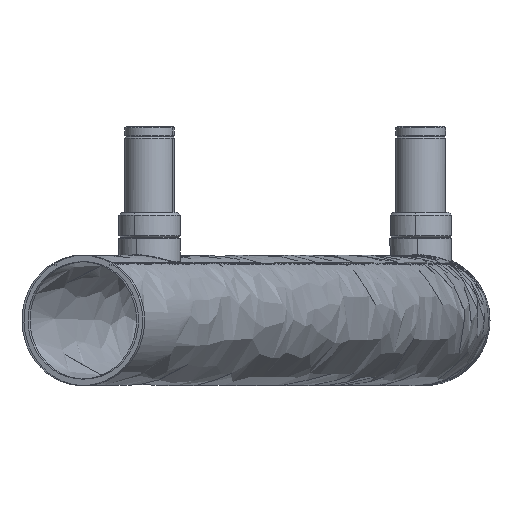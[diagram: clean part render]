
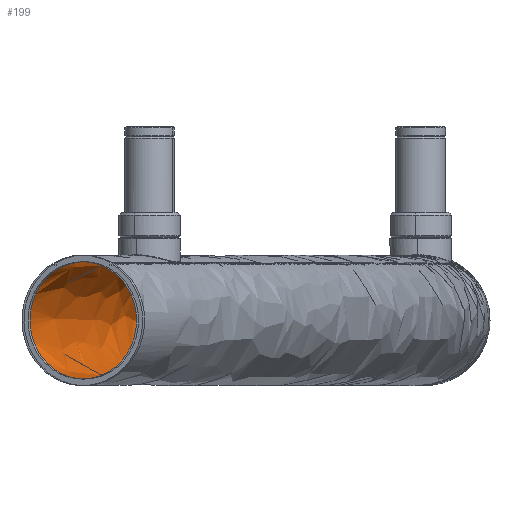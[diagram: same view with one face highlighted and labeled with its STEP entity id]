
A CAD part, left-side view. The second image highlights one B-rep face of the part: STEP entity #199.
In plain terms, the highlighted free-form (B-spline) face has degree [2, 2] with [3, 5] control points.
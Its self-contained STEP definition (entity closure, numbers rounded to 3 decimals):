
#199=ADVANCED_FACE('',(#297),#1364,.T.);
#297=FACE_OUTER_BOUND('',#402,.T.);
#402=EDGE_LOOP('',(#781,#782,#783,#784));
#781=ORIENTED_EDGE('',*,*,#1028,.T.);
#782=ORIENTED_EDGE('',*,*,#1029,.T.);
#783=ORIENTED_EDGE('',*,*,#1021,.F.);
#784=ORIENTED_EDGE('',*,*,#1018,.T.);
#1018=EDGE_CURVE('',#1319,#1323,#1191,.T.);
#1021=EDGE_CURVE('',#1319,#1321,#1194,.T.);
#1028=EDGE_CURVE('',#1323,#1325,#1200,.T.);
#1029=EDGE_CURVE('',#1325,#1321,#1201,.T.);
#1191=(
BOUNDED_CURVE()
B_SPLINE_CURVE(2,(#4478,#4479,#4480,#4481,#4482),.UNSPECIFIED.,.F.,.F.)
B_SPLINE_CURVE_WITH_KNOTS((3,2,3),(-270.,-225.,
-180.),.UNSPECIFIED.)
CURVE()
GEOMETRIC_REPRESENTATION_ITEM()
RATIONAL_B_SPLINE_CURVE((1.,0.707,1.,0.707,1.))
REPRESENTATION_ITEM('')
);
#1194=(
BOUNDED_CURVE()
B_SPLINE_CURVE(2,(#4490,#4491,#4492),.UNSPECIFIED.,.F.,.F.)
B_SPLINE_CURVE_WITH_KNOTS((3,3),(-3046.223,-2373.025),
 .UNSPECIFIED.)
CURVE()
GEOMETRIC_REPRESENTATION_ITEM()
RATIONAL_B_SPLINE_CURVE((1.,0.981,1.))
REPRESENTATION_ITEM('')
);
#1200=(
BOUNDED_CURVE()
B_SPLINE_CURVE(2,(#4517,#4518,#4519),.UNSPECIFIED.,.F.,.F.)
B_SPLINE_CURVE_WITH_KNOTS((3,3),(-3046.223,-2373.025),
 .UNSPECIFIED.)
CURVE()
GEOMETRIC_REPRESENTATION_ITEM()
RATIONAL_B_SPLINE_CURVE((1.,0.981,1.))
REPRESENTATION_ITEM('')
);
#1201=(
BOUNDED_CURVE()
B_SPLINE_CURVE(2,(#4520,#4521,#4522,#4523,#4524),.UNSPECIFIED.,.F.,.F.)
B_SPLINE_CURVE_WITH_KNOTS((3,2,3),(180.,225.,270.),
 .UNSPECIFIED.)
CURVE()
GEOMETRIC_REPRESENTATION_ITEM()
RATIONAL_B_SPLINE_CURVE((1.,0.707,1.,0.707,1.))
REPRESENTATION_ITEM('')
);
#1319=VERTEX_POINT('',#4211);
#1321=VERTEX_POINT('',#4213);
#1323=VERTEX_POINT('',#4215);
#1325=VERTEX_POINT('',#4217);
#1364=(
BOUNDED_SURFACE()
B_SPLINE_SURFACE(2,2,((#4136,#4137,#4138,#4139,#4140),(#4141,#4142,#4143,
#4144,#4145),(#4146,#4147,#4148,#4149,#4150)),.UNSPECIFIED.,.F.,.F.,.F.)
B_SPLINE_SURFACE_WITH_KNOTS((3,3),(3,2,3),(-3046.223,-2373.025),
(180.,225.,270.),.UNSPECIFIED.)
GEOMETRIC_REPRESENTATION_ITEM()
RATIONAL_B_SPLINE_SURFACE(((1.,0.707,1.,0.707,1.),
(0.981,0.694,0.981,0.694,
0.981),(1.,0.707,1.,0.707,1.)))
REPRESENTATION_ITEM('')
SURFACE()
);
#4136=CARTESIAN_POINT('',(338.833,-34.558,-2.175));
#4137=CARTESIAN_POINT('',(338.833,-12.058,-2.175));
#4138=CARTESIAN_POINT('',(338.833,-12.058,-24.675));
#4139=CARTESIAN_POINT('',(338.833,-12.058,-47.175));
#4140=CARTESIAN_POINT('',(338.833,-34.558,-47.175));
#4141=CARTESIAN_POINT('',(-2.104,-34.142,-2.175));
#4142=CARTESIAN_POINT('',(2.343,-11.642,-2.175));
#4143=CARTESIAN_POINT('',(2.343,-11.642,-24.675));
#4144=CARTESIAN_POINT('',(2.343,-11.642,-47.175));
#4145=CARTESIAN_POINT('',(-2.104,-34.142,-47.175));
#4146=CARTESIAN_POINT('',(-317.248,95.945,-2.175));
#4147=CARTESIAN_POINT('',(-308.688,116.753,-2.175));
#4148=CARTESIAN_POINT('',(-308.688,116.753,-24.675));
#4149=CARTESIAN_POINT('',(-308.688,116.753,-47.175));
#4150=CARTESIAN_POINT('',(-317.248,95.945,-47.175));
#4211=CARTESIAN_POINT('',(338.833,-34.558,-47.175));
#4213=CARTESIAN_POINT('',(-317.248,95.945,-47.175));
#4215=CARTESIAN_POINT('',(338.833,-34.558,-2.175));
#4217=CARTESIAN_POINT('',(-317.248,95.945,-2.175));
#4478=CARTESIAN_POINT('',(338.833,-34.558,-47.175));
#4479=CARTESIAN_POINT('',(338.833,-12.058,-47.175));
#4480=CARTESIAN_POINT('',(338.833,-12.058,-24.675));
#4481=CARTESIAN_POINT('',(338.833,-12.058,-2.175));
#4482=CARTESIAN_POINT('',(338.833,-34.558,-2.175));
#4490=CARTESIAN_POINT('',(338.833,-34.558,-47.175));
#4491=CARTESIAN_POINT('',(-2.104,-34.142,-47.175));
#4492=CARTESIAN_POINT('',(-317.248,95.945,-47.175));
#4517=CARTESIAN_POINT('',(338.833,-34.558,-2.175));
#4518=CARTESIAN_POINT('',(-2.104,-34.142,-2.175));
#4519=CARTESIAN_POINT('',(-317.248,95.945,-2.175));
#4520=CARTESIAN_POINT('',(-317.248,95.945,-2.175));
#4521=CARTESIAN_POINT('',(-308.688,116.753,-2.175));
#4522=CARTESIAN_POINT('',(-308.688,116.753,-24.675));
#4523=CARTESIAN_POINT('',(-308.688,116.753,-47.175));
#4524=CARTESIAN_POINT('',(-317.248,95.945,-47.175));
